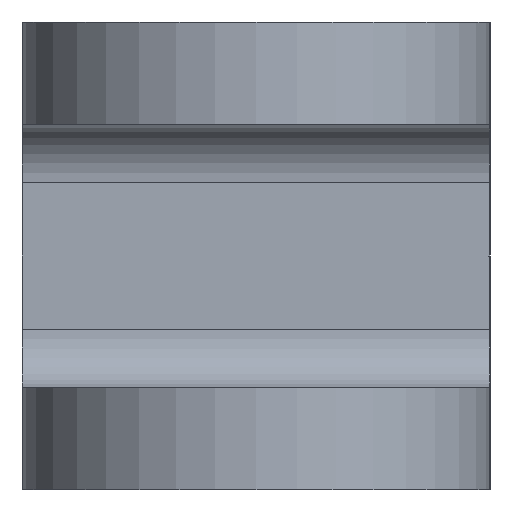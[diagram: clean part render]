
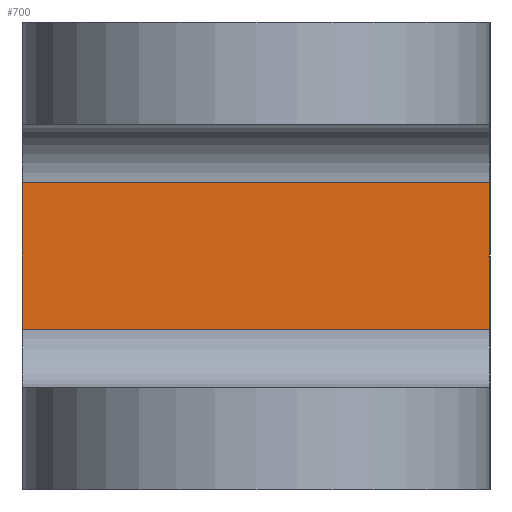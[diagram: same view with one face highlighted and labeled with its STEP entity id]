
A CAD part, left-side view. The second image highlights one B-rep face of the part: STEP entity #700.
In plain terms, the highlighted planar face has unit normal (-1, 0, 0).
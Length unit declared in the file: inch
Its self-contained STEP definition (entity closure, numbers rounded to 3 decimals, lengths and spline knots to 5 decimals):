
#55 = VERTEX_POINT ( 'NONE', #1185 ) ;
#85 = LINE ( 'NONE', #687, #1144 ) ;
#90 = ORIENTED_EDGE ( 'NONE', *, *, #903, .F. ) ;
#117 = VECTOR ( 'NONE', #725, 39.37008 ) ;
#174 = CARTESIAN_POINT ( 'NONE',  ( -3.43701, 0.5, -0.15625 ) ) ;
#181 = CARTESIAN_POINT ( 'NONE',  ( -3.43701, 0.5, 0.15625 ) ) ;
#210 = DIRECTION ( 'NONE',  ( 0., 1., 0. ) ) ;
#316 = FACE_OUTER_BOUND ( 'NONE', #853, .T. ) ;
#437 = CARTESIAN_POINT ( 'NONE',  ( -3.43701, -0.5, -0.15625 ) ) ;
#439 = EDGE_CURVE ( 'NONE', #877, #782, #925, .T. ) ;
#471 = LINE ( 'NONE', #174, #735 ) ;
#528 = CARTESIAN_POINT ( 'NONE',  ( -3.43701, -0.5, -0.15625 ) ) ;
#675 = CARTESIAN_POINT ( 'NONE',  ( -3.43701, -0.5, -0.15625 ) ) ;
#687 = CARTESIAN_POINT ( 'NONE',  ( -3.43701, -0.5, -0.15625 ) ) ;
#700 = ADVANCED_FACE ( 'NONE', ( #316 ), #776, .F. ) ;
#725 = DIRECTION ( 'NONE',  ( 0., 1., 0. ) ) ;
#735 = VECTOR ( 'NONE', #983, 39.37008 ) ;
#776 = PLANE ( 'NONE',  #842 ) ;
#781 = DIRECTION ( 'NONE',  ( 0., 0., 1. ) ) ;
#782 = VERTEX_POINT ( 'NONE', #181 ) ;
#797 = DIRECTION ( 'NONE',  ( 0., 0., 1. ) ) ;
#824 = CARTESIAN_POINT ( 'NONE',  ( -3.43701, -0.5, 0.15625 ) ) ;
#831 = EDGE_CURVE ( 'NONE', #1539, #55, #85, .T. ) ;
#842 = AXIS2_PLACEMENT_3D ( 'NONE', #528, #1392, #781 ) ;
#853 = EDGE_LOOP ( 'NONE', ( #1096, #90, #1495, #1254 ) ) ;
#877 = VERTEX_POINT ( 'NONE', #824 ) ;
#903 = EDGE_CURVE ( 'NONE', #55, #782, #471, .T. ) ;
#925 = LINE ( 'NONE', #1557, #117 ) ;
#970 = VECTOR ( 'NONE', #797, 39.37008 ) ;
#983 = DIRECTION ( 'NONE',  ( 0., 0., 1. ) ) ;
#1096 = ORIENTED_EDGE ( 'NONE', *, *, #439, .T. ) ;
#1144 = VECTOR ( 'NONE', #210, 39.37008 ) ;
#1155 = LINE ( 'NONE', #437, #970 ) ;
#1171 = EDGE_CURVE ( 'NONE', #1539, #877, #1155, .T. ) ;
#1185 = CARTESIAN_POINT ( 'NONE',  ( -3.43701, 0.5, -0.15625 ) ) ;
#1254 = ORIENTED_EDGE ( 'NONE', *, *, #1171, .T. ) ;
#1392 = DIRECTION ( 'NONE',  ( 1., 0., 0. ) ) ;
#1495 = ORIENTED_EDGE ( 'NONE', *, *, #831, .F. ) ;
#1539 = VERTEX_POINT ( 'NONE', #675 ) ;
#1557 = CARTESIAN_POINT ( 'NONE',  ( -3.43701, -0.5, 0.15625 ) ) ;
